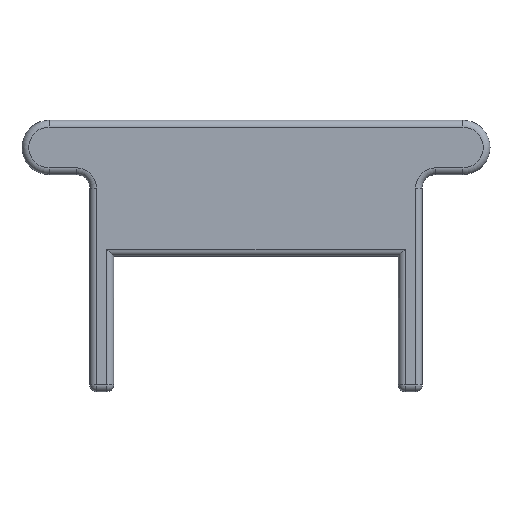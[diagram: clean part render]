
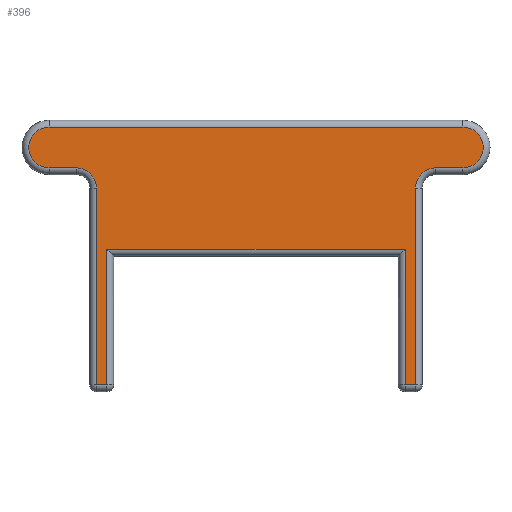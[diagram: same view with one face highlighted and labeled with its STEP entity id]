
A CAD part, front view. The second image highlights one B-rep face of the part: STEP entity #396.
In plain terms, the highlighted planar face has unit normal (0, -1, 0).
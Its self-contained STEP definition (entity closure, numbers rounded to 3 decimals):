
#128 = VERTEX_POINT('',#129);
#129 = CARTESIAN_POINT('',(-23.5,-3.3,30.));
#136 = EDGE_CURVE('',#128,#137,#139,.T.);
#137 = VERTEX_POINT('',#138);
#138 = CARTESIAN_POINT('',(-23.5,-3.3,1.));
#139 = LINE('',#140,#141);
#140 = CARTESIAN_POINT('',(-23.5,-3.3,30.));
#141 = VECTOR('',#142,1.);
#142 = DIRECTION('',(0.,0.,-1.));
#220 = VERTEX_POINT('',#221);
#221 = CARTESIAN_POINT('',(-26.5,-3.3,33.));
#230 = EDGE_CURVE('',#220,#128,#231,.T.);
#231 = CIRCLE('',#232,3.);
#232 = AXIS2_PLACEMENT_3D('',#233,#234,#235);
#233 = CARTESIAN_POINT('',(-26.5,-3.3,30.));
#234 = DIRECTION('',(0.,1.,0.));
#235 = DIRECTION('',(0.,0.,1.));
#396 = ADVANCED_FACE('',(#397),#498,.F.);
#397 = FACE_BOUND('',#398,.F.);
#398 = EDGE_LOOP('',(#399,#409,#417,#425,#433,#441,#447,#448,#449,#457,
    #466,#474,#483,#491));
#399 = ORIENTED_EDGE('',*,*,#400,.F.);
#400 = EDGE_CURVE('',#401,#403,#405,.T.);
#401 = VERTEX_POINT('',#402);
#402 = CARTESIAN_POINT('',(23.5,-3.3,1.));
#403 = VERTEX_POINT('',#404);
#404 = CARTESIAN_POINT('',(23.5,-3.3,30.));
#405 = LINE('',#406,#407);
#406 = CARTESIAN_POINT('',(23.5,-3.3,0.));
#407 = VECTOR('',#408,1.);
#408 = DIRECTION('',(0.,0.,1.));
#409 = ORIENTED_EDGE('',*,*,#410,.F.);
#410 = EDGE_CURVE('',#411,#401,#413,.T.);
#411 = VERTEX_POINT('',#412);
#412 = CARTESIAN_POINT('',(22.,-3.3,1.));
#413 = LINE('',#414,#415);
#414 = CARTESIAN_POINT('',(21.,-3.3,1.));
#415 = VECTOR('',#416,1.);
#416 = DIRECTION('',(1.,0.,0.));
#417 = ORIENTED_EDGE('',*,*,#418,.F.);
#418 = EDGE_CURVE('',#419,#411,#421,.T.);
#419 = VERTEX_POINT('',#420);
#420 = CARTESIAN_POINT('',(22.,-3.3,21.));
#421 = LINE('',#422,#423);
#422 = CARTESIAN_POINT('',(22.,-3.3,20.));
#423 = VECTOR('',#424,1.);
#424 = DIRECTION('',(0.,0.,-1.));
#425 = ORIENTED_EDGE('',*,*,#426,.F.);
#426 = EDGE_CURVE('',#427,#419,#429,.T.);
#427 = VERTEX_POINT('',#428);
#428 = CARTESIAN_POINT('',(-22.,-3.3,21.));
#429 = LINE('',#430,#431);
#430 = CARTESIAN_POINT('',(-21.,-3.3,21.));
#431 = VECTOR('',#432,1.);
#432 = DIRECTION('',(1.,0.,0.));
#433 = ORIENTED_EDGE('',*,*,#434,.F.);
#434 = EDGE_CURVE('',#435,#427,#437,.T.);
#435 = VERTEX_POINT('',#436);
#436 = CARTESIAN_POINT('',(-22.,-3.3,1.));
#437 = LINE('',#438,#439);
#438 = CARTESIAN_POINT('',(-22.,-3.3,0.));
#439 = VECTOR('',#440,1.);
#440 = DIRECTION('',(0.,0.,1.));
#441 = ORIENTED_EDGE('',*,*,#442,.F.);
#442 = EDGE_CURVE('',#137,#435,#443,.T.);
#443 = LINE('',#444,#445);
#444 = CARTESIAN_POINT('',(-24.5,-3.3,1.));
#445 = VECTOR('',#446,1.);
#446 = DIRECTION('',(1.,0.,0.));
#447 = ORIENTED_EDGE('',*,*,#136,.F.);
#448 = ORIENTED_EDGE('',*,*,#230,.F.);
#449 = ORIENTED_EDGE('',*,*,#450,.F.);
#450 = EDGE_CURVE('',#451,#220,#453,.T.);
#451 = VERTEX_POINT('',#452);
#452 = CARTESIAN_POINT('',(-30.5,-3.3,33.));
#453 = LINE('',#454,#455);
#454 = CARTESIAN_POINT('',(-30.5,-3.3,33.));
#455 = VECTOR('',#456,1.);
#456 = DIRECTION('',(1.,0.,0.));
#457 = ORIENTED_EDGE('',*,*,#458,.F.);
#458 = EDGE_CURVE('',#459,#451,#461,.T.);
#459 = VERTEX_POINT('',#460);
#460 = CARTESIAN_POINT('',(-30.5,-3.3,39.));
#461 = CIRCLE('',#462,3.);
#462 = AXIS2_PLACEMENT_3D('',#463,#464,#465);
#463 = CARTESIAN_POINT('',(-30.5,-3.3,36.));
#464 = DIRECTION('',(0.,-1.,0.));
#465 = DIRECTION('',(0.,0.,1.));
#466 = ORIENTED_EDGE('',*,*,#467,.F.);
#467 = EDGE_CURVE('',#468,#459,#470,.T.);
#468 = VERTEX_POINT('',#469);
#469 = CARTESIAN_POINT('',(30.5,-3.3,39.));
#470 = LINE('',#471,#472);
#471 = CARTESIAN_POINT('',(30.5,-3.3,39.));
#472 = VECTOR('',#473,1.);
#473 = DIRECTION('',(-1.,-0.,0.));
#474 = ORIENTED_EDGE('',*,*,#475,.F.);
#475 = EDGE_CURVE('',#476,#468,#478,.T.);
#476 = VERTEX_POINT('',#477);
#477 = CARTESIAN_POINT('',(30.5,-3.3,33.));
#478 = CIRCLE('',#479,3.);
#479 = AXIS2_PLACEMENT_3D('',#480,#481,#482);
#480 = CARTESIAN_POINT('',(30.5,-3.3,36.));
#481 = DIRECTION('',(0.,-1.,-0.));
#482 = DIRECTION('',(0.,0.,-1.));
#483 = ORIENTED_EDGE('',*,*,#484,.F.);
#484 = EDGE_CURVE('',#485,#476,#487,.T.);
#485 = VERTEX_POINT('',#486);
#486 = CARTESIAN_POINT('',(26.5,-3.3,33.));
#487 = LINE('',#488,#489);
#488 = CARTESIAN_POINT('',(26.5,-3.3,33.));
#489 = VECTOR('',#490,1.);
#490 = DIRECTION('',(1.,0.,0.));
#491 = ORIENTED_EDGE('',*,*,#492,.F.);
#492 = EDGE_CURVE('',#403,#485,#493,.T.);
#493 = CIRCLE('',#494,3.);
#494 = AXIS2_PLACEMENT_3D('',#495,#496,#497);
#495 = CARTESIAN_POINT('',(26.5,-3.3,30.));
#496 = DIRECTION('',(0.,1.,0.));
#497 = DIRECTION('',(-1.,0.,0.));
#498 = PLANE('',#499);
#499 = AXIS2_PLACEMENT_3D('',#500,#501,#502);
#500 = CARTESIAN_POINT('',(0.,-3.3,23.746));
#501 = DIRECTION('',(0.,1.,0.));
#502 = DIRECTION('',(0.,0.,1.));
